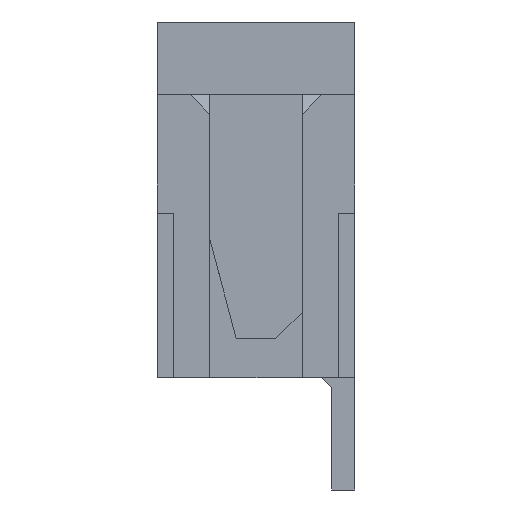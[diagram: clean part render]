
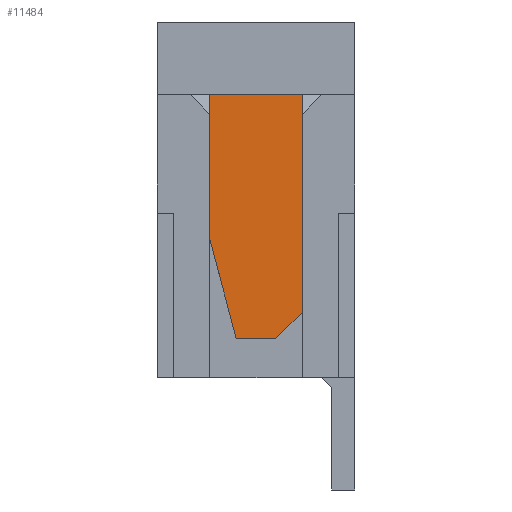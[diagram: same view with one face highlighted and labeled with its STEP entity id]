
A CAD part, left-side view. The second image highlights one B-rep face of the part: STEP entity #11484.
In plain terms, the highlighted planar face has unit normal (-1, 0, 0).
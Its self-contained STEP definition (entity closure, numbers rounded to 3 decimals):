
#3289=ORIENTED_EDGE('',*,*,#5008,.F.);
#3290=ORIENTED_EDGE('',*,*,#5009,.T.);
#3291=ORIENTED_EDGE('',*,*,#5002,.T.);
#3292=ORIENTED_EDGE('',*,*,#4971,.T.);
#3293=ORIENTED_EDGE('',*,*,#5010,.F.);
#3294=ORIENTED_EDGE('',*,*,#5011,.T.);
#4971=EDGE_CURVE('',#6036,#6037,#7613,.T.);
#5002=EDGE_CURVE('',#6058,#6036,#7644,.T.);
#5008=EDGE_CURVE('',#6063,#6064,#7650,.T.);
#5009=EDGE_CURVE('',#6063,#6058,#7651,.T.);
#5010=EDGE_CURVE('',#6065,#6037,#7652,.T.);
#5011=EDGE_CURVE('',#6065,#6064,#7653,.T.);
#6036=VERTEX_POINT('',#18012);
#6037=VERTEX_POINT('',#18013);
#6058=VERTEX_POINT('',#18075);
#6063=VERTEX_POINT('',#18087);
#6064=VERTEX_POINT('',#18088);
#6065=VERTEX_POINT('',#18091);
#7613=LINE('',#18011,#9227);
#7644=LINE('',#18074,#9258);
#7650=LINE('',#18086,#9264);
#7651=LINE('',#18089,#9265);
#7652=LINE('',#18090,#9266);
#7653=LINE('',#18092,#9267);
#9227=VECTOR('',#14775,1000.);
#9258=VECTOR('',#14826,1000.);
#9264=VECTOR('',#14834,1000.);
#9265=VECTOR('',#14835,1000.);
#9266=VECTOR('',#14836,1000.);
#9267=VECTOR('',#14837,1000.);
#9844=EDGE_LOOP('',(#3289,#3290,#3291,#3292,#3293,#3294));
#10396=FACE_BOUND('',#9844,.T.);
#10934=PLANE('',#12127);
#11484=ADVANCED_FACE('',(#10396),#10934,.F.);
#12127=AXIS2_PLACEMENT_3D('',#18085,#14832,#14833);
#14775=DIRECTION('',(0.,1.,0.));
#14826=DIRECTION('',(0.,0.,1.));
#14832=DIRECTION('',(1.,0.,0.));
#14833=DIRECTION('',(0.,0.,-1.));
#14834=DIRECTION('',(0.,1.,0.));
#14835=DIRECTION('',(0.,-0.707,0.707));
#14836=DIRECTION('',(0.,0.,1.));
#14837=DIRECTION('',(0.,-0.258,-0.966));
#18011=CARTESIAN_POINT('',(-11.75,-0.7,-0.55));
#18012=CARTESIAN_POINT('',(-11.75,-0.7,-0.55));
#18013=CARTESIAN_POINT('',(-11.75,0.7,-0.55));
#18074=CARTESIAN_POINT('',(-11.75,-0.7,-4.25));
#18075=CARTESIAN_POINT('',(-11.75,-0.7,-3.85));
#18085=CARTESIAN_POINT('',(-11.75,-0.7,-4.25));
#18086=CARTESIAN_POINT('',(-11.75,-0.7,-4.25));
#18087=CARTESIAN_POINT('',(-11.75,-0.3,-4.25));
#18088=CARTESIAN_POINT('',(-11.75,0.3,-4.25));
#18089=CARTESIAN_POINT('',(-11.75,-0.3,-4.25));
#18090=CARTESIAN_POINT('',(-11.75,0.7,-4.25));
#18091=CARTESIAN_POINT('',(-11.75,0.7,-2.75));
#18092=CARTESIAN_POINT('',(-11.75,0.3,-4.25));
